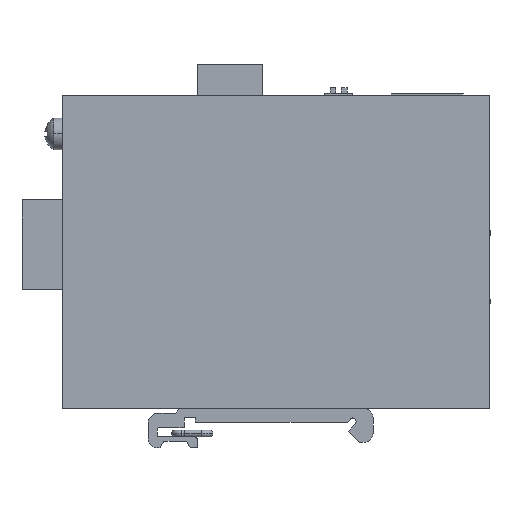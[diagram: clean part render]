
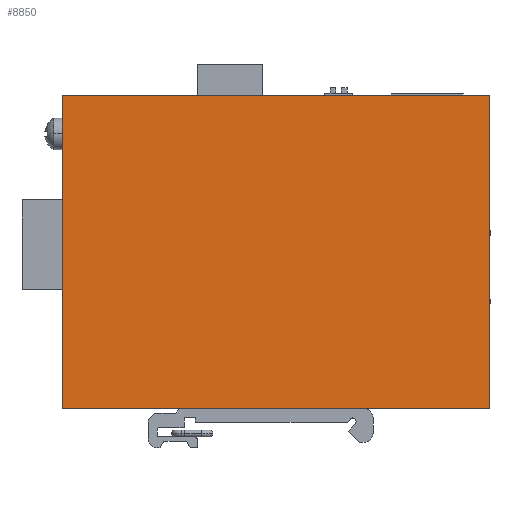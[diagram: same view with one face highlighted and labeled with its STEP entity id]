
A CAD part, left-side view. The second image highlights one B-rep face of the part: STEP entity #8850.
In plain terms, the highlighted planar face has unit normal (-1, 0, 0).
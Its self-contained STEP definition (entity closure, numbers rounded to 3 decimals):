
#8823=AXIS2_PLACEMENT_3D('Plane Axis2P3D',#8820,#8821,#8822) ;
#8682=CARTESIAN_POINT('Vertex',(0.,95.,8.7)) ;
#8698=CARTESIAN_POINT('Vertex',(0.,0.,8.7)) ;
#8701=CARTESIAN_POINT('Line Origine',(0.,47.5,8.7)) ;
#8820=CARTESIAN_POINT('Axis2P3D Location',(0.,47.5,49.025)) ;
#8825=CARTESIAN_POINT('Line Origine',(0.,47.5,78.3)) ;
#8829=CARTESIAN_POINT('Vertex',(0.,95.,78.3)) ;
#8831=CARTESIAN_POINT('Vertex',(0.,0.,78.3)) ;
#8834=CARTESIAN_POINT('Line Origine',(0.,95.,43.5)) ;
#8839=CARTESIAN_POINT('Line Origine',(0.,0.,43.5)) ;
#8702=DIRECTION('Vector Direction',(0.,-1.,0.)) ;
#8821=DIRECTION('Axis2P3D Direction',(-1.,0.,0.)) ;
#8822=DIRECTION('Axis2P3D XDirection',(0.,1.,0.)) ;
#8826=DIRECTION('Vector Direction',(0.,-1.,0.)) ;
#8835=DIRECTION('Vector Direction',(0.,0.,-1.)) ;
#8840=DIRECTION('Vector Direction',(0.,0.,-1.)) ;
#8703=VECTOR('Line Direction',#8702,1.) ;
#8827=VECTOR('Line Direction',#8826,1.) ;
#8836=VECTOR('Line Direction',#8835,1.) ;
#8841=VECTOR('Line Direction',#8840,1.) ;
#8845=ORIENTED_EDGE('',*,*,#8833,.F.) ;
#8846=ORIENTED_EDGE('',*,*,#8838,.T.) ;
#8847=ORIENTED_EDGE('',*,*,#8705,.F.) ;
#8848=ORIENTED_EDGE('',*,*,#8843,.F.) ;
#8850=ADVANCED_FACE('SWITCH',(#8849),#8824,.T.) ;
#8705=EDGE_CURVE('',#8699,#8683,#8704,.F.) ;
#8833=EDGE_CURVE('',#8830,#8832,#8828,.T.) ;
#8838=EDGE_CURVE('',#8830,#8683,#8837,.T.) ;
#8843=EDGE_CURVE('',#8832,#8699,#8842,.T.) ;
#8844=EDGE_LOOP('',(#8845,#8846,#8847,#8848)) ;
#8849=FACE_OUTER_BOUND('',#8844,.T.) ;
#8704=LINE('Line',#8701,#8703) ;
#8828=LINE('Line',#8825,#8827) ;
#8837=LINE('Line',#8834,#8836) ;
#8842=LINE('Line',#8839,#8841) ;
#8824=PLANE('',#8823) ;
#8683=VERTEX_POINT('',#8682) ;
#8699=VERTEX_POINT('',#8698) ;
#8830=VERTEX_POINT('',#8829) ;
#8832=VERTEX_POINT('',#8831) ;
